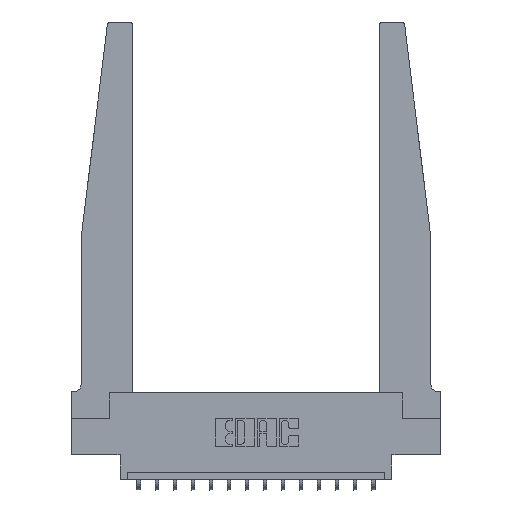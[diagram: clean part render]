
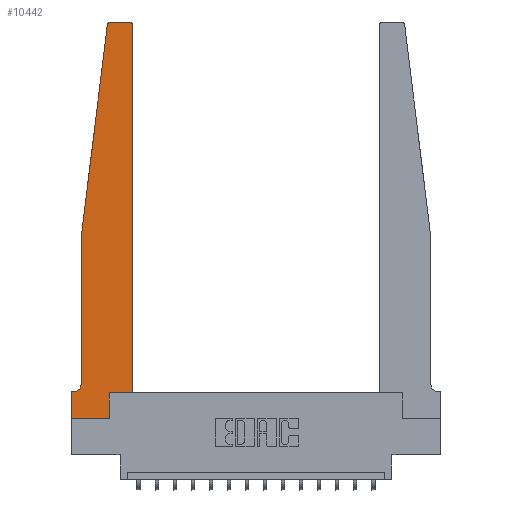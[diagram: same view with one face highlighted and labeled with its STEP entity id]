
A CAD part, top view. The second image highlights one B-rep face of the part: STEP entity #10442.
In plain terms, the highlighted planar face has unit normal (0, 0, 1).
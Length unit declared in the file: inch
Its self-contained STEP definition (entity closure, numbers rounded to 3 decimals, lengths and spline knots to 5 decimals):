
#18 = DIRECTION ( 'NONE',  ( 0., 1., 0. ) ) ;
#249 = AXIS2_PLACEMENT_3D ( 'NONE', #7824, #9234, #1077 ) ;
#272 = AXIS2_PLACEMENT_3D ( 'NONE', #1611, #11092, #3020 ) ;
#797 = ORIENTED_EDGE ( 'NONE', *, *, #17125, .T. ) ;
#1058 = CARTESIAN_POINT ( 'NONE',  ( 0.425, 0.18, 0.37 ) ) ;
#1077 = DIRECTION ( 'NONE',  ( 1., 0., 0. ) ) ;
#1088 = EDGE_CURVE ( 'NONE', #16544, #1272, #12498, .T. ) ;
#1192 = CARTESIAN_POINT ( 'NONE',  ( 0.27653, 2.75, 0.37 ) ) ;
#1227 = ORIENTED_EDGE ( 'NONE', *, *, #6576, .T. ) ;
#1240 = CARTESIAN_POINT ( 'NONE',  ( 0.425, 2.72, 0.37 ) ) ;
#1266 = EDGE_CURVE ( 'NONE', #7505, #14817, #4093, .T. ) ;
#1272 = VERTEX_POINT ( 'NONE', #1192 ) ;
#1611 = CARTESIAN_POINT ( 'NONE',  ( 0.395, 2.72, 0.37 ) ) ;
#1655 = ORIENTED_EDGE ( 'NONE', *, *, #1266, .T. ) ;
#1875 = EDGE_CURVE ( 'NONE', #5698, #7505, #14960, .T. ) ;
#1902 = CARTESIAN_POINT ( 'NONE',  ( 0.015, 0.2375, 0.37 ) ) ;
#2060 = CARTESIAN_POINT ( 'NONE',  ( 0.425, 0.18, 0.37 ) ) ;
#2096 = ORIENTED_EDGE ( 'NONE', *, *, #15291, .T. ) ;
#2130 = VECTOR ( 'NONE', #16909, 39.37008 ) ;
#2464 = DIRECTION ( 'NONE',  ( 1., 0., 0. ) ) ;
#2525 = ORIENTED_EDGE ( 'NONE', *, *, #8142, .T. ) ;
#3020 = DIRECTION ( 'NONE',  ( 1., 0., 0. ) ) ;
#3224 = VECTOR ( 'NONE', #2464, 39.37008 ) ;
#3308 = DIRECTION ( 'NONE',  ( -1., 0., 0. ) ) ;
#4093 = LINE ( 'NONE', #5247, #3224 ) ;
#4155 = CARTESIAN_POINT ( 'NONE',  ( 0.2605, 0.18, 0.37 ) ) ;
#4289 = CIRCLE ( 'NONE', #272, 0.03 ) ;
#4393 = VECTOR ( 'NONE', #14477, 39.37008 ) ;
#4492 = CARTESIAN_POINT ( 'NONE',  ( 0.065, 1.25, 0.37 ) ) ;
#4916 = ORIENTED_EDGE ( 'NONE', *, *, #1875, .T. ) ;
#5071 = AXIS2_PLACEMENT_3D ( 'NONE', #1902, #11376, #3308 ) ;
#5119 = CARTESIAN_POINT ( 'NONE',  ( 0.065, 1.25, 0.37 ) ) ;
#5153 = VERTEX_POINT ( 'NONE', #1240 ) ;
#5235 = CIRCLE ( 'NONE', #5071, 0.05 ) ;
#5247 = CARTESIAN_POINT ( 'NONE',  ( 0.425, 0.18, 0.37 ) ) ;
#5485 = LINE ( 'NONE', #6201, #15697 ) ;
#5655 = DIRECTION ( 'NONE',  ( 0., 0., 1. ) ) ;
#5698 = VERTEX_POINT ( 'NONE', #16118 ) ;
#5759 = ORIENTED_EDGE ( 'NONE', *, *, #15266, .T. ) ;
#6201 = CARTESIAN_POINT ( 'NONE',  ( 0., 0., 0.37 ) ) ;
#6576 = EDGE_CURVE ( 'NONE', #11297, #9518, #7762, .T. ) ;
#6901 = VECTOR ( 'NONE', #17420, 39.37008 ) ;
#7328 = LINE ( 'NONE', #13482, #6901 ) ;
#7505 = VERTEX_POINT ( 'NONE', #4155 ) ;
#7762 = LINE ( 'NONE', #15181, #13212 ) ;
#7821 = CIRCLE ( 'NONE', #14342, 0.03 ) ;
#7824 = CARTESIAN_POINT ( 'NONE',  ( 0., 0.1875, 0.37 ) ) ;
#8142 = EDGE_CURVE ( 'NONE', #16799, #13902, #7328, .T. ) ;
#8396 = LINE ( 'NONE', #5119, #4393 ) ;
#8482 = ORIENTED_EDGE ( 'NONE', *, *, #15264, .T. ) ;
#8890 = DIRECTION ( 'NONE',  ( 0., -1., 0. ) ) ;
#8948 = CARTESIAN_POINT ( 'NONE',  ( 0.24675, 2.72367, 0.37 ) ) ;
#9045 = VECTOR ( 'NONE', #14218, 39.37008 ) ;
#9234 = DIRECTION ( 'NONE',  ( 0., 0., 1. ) ) ;
#9411 = EDGE_LOOP ( 'NONE', ( #10749, #13488, #10778, #1227, #797, #2525, #2096, #5759, #4916, #1655, #8482, #15960 ) ) ;
#9474 = LINE ( 'NONE', #2060, #16107 ) ;
#9518 = VERTEX_POINT ( 'NONE', #11181 ) ;
#9566 = CARTESIAN_POINT ( 'NONE',  ( 0.2605, 0.18, 0.37 ) ) ;
#9853 = VERTEX_POINT ( 'NONE', #14675 ) ;
#10168 = CARTESIAN_POINT ( 'NONE',  ( 0.395, 2.75, 0.37 ) ) ;
#10442 = ADVANCED_FACE ( 'NONE', ( #13785 ), #13153, .T. ) ;
#10749 = ORIENTED_EDGE ( 'NONE', *, *, #1088, .T. ) ;
#10778 = ORIENTED_EDGE ( 'NONE', *, *, #16697, .T. ) ;
#11092 = DIRECTION ( 'NONE',  ( 0., 0., 1. ) ) ;
#11181 = CARTESIAN_POINT ( 'NONE',  ( 0.065, 0.2375, 0.37 ) ) ;
#11297 = VERTEX_POINT ( 'NONE', #4492 ) ;
#11376 = DIRECTION ( 'NONE',  ( 0., 0., -1. ) ) ;
#12265 = VECTOR ( 'NONE', #18, 39.37008 ) ;
#12498 = LINE ( 'NONE', #15565, #2130 ) ;
#12583 = DIRECTION ( 'NONE',  ( 0., -1., 0. ) ) ;
#12873 = CARTESIAN_POINT ( 'NONE',  ( 0., 0., 0.37 ) ) ;
#12992 = EDGE_CURVE ( 'NONE', #5153, #16544, #4289, .T. ) ;
#13153 = PLANE ( 'NONE',  #249 ) ;
#13212 = VECTOR ( 'NONE', #12583, 39.37008 ) ;
#13332 = CARTESIAN_POINT ( 'NONE',  ( 0.015, 0.1875, 0.37 ) ) ;
#13482 = CARTESIAN_POINT ( 'NONE',  ( 0.065, 0.1875, 0.37 ) ) ;
#13488 = ORIENTED_EDGE ( 'NONE', *, *, #14438, .T. ) ;
#13675 = CARTESIAN_POINT ( 'NONE',  ( 0.27653, 2.72, 0.37 ) ) ;
#13785 = FACE_OUTER_BOUND ( 'NONE', #9411, .T. ) ;
#13859 = CARTESIAN_POINT ( 'NONE',  ( 0., 0.1875, 0.37 ) ) ;
#13902 = VERTEX_POINT ( 'NONE', #13859 ) ;
#14218 = DIRECTION ( 'NONE',  ( 1., 0., 0. ) ) ;
#14342 = AXIS2_PLACEMENT_3D ( 'NONE', #13675, #5655, #14987 ) ;
#14438 = EDGE_CURVE ( 'NONE', #1272, #15319, #7821, .T. ) ;
#14477 = DIRECTION ( 'NONE',  ( -0.122, -0.992, 0. ) ) ;
#14675 = CARTESIAN_POINT ( 'NONE',  ( 0., 0., 0.37 ) ) ;
#14817 = VERTEX_POINT ( 'NONE', #1058 ) ;
#14960 = LINE ( 'NONE', #9566, #12265 ) ;
#14987 = DIRECTION ( 'NONE',  ( 1., 0., 0. ) ) ;
#15181 = CARTESIAN_POINT ( 'NONE',  ( 0.065, 1.25, 0.37 ) ) ;
#15264 = EDGE_CURVE ( 'NONE', #14817, #5153, #9474, .T. ) ;
#15266 = EDGE_CURVE ( 'NONE', #9853, #5698, #16553, .T. ) ;
#15291 = EDGE_CURVE ( 'NONE', #13902, #9853, #5485, .T. ) ;
#15319 = VERTEX_POINT ( 'NONE', #8948 ) ;
#15565 = CARTESIAN_POINT ( 'NONE',  ( 0.25, 2.75, 0.37 ) ) ;
#15697 = VECTOR ( 'NONE', #8890, 39.37008 ) ;
#15960 = ORIENTED_EDGE ( 'NONE', *, *, #12992, .T. ) ;
#16107 = VECTOR ( 'NONE', #16810, 39.37008 ) ;
#16118 = CARTESIAN_POINT ( 'NONE',  ( 0.2605, 0., 0.37 ) ) ;
#16544 = VERTEX_POINT ( 'NONE', #10168 ) ;
#16553 = LINE ( 'NONE', #12873, #9045 ) ;
#16697 = EDGE_CURVE ( 'NONE', #15319, #11297, #8396, .T. ) ;
#16799 = VERTEX_POINT ( 'NONE', #13332 ) ;
#16810 = DIRECTION ( 'NONE',  ( 0., 1., 0. ) ) ;
#16909 = DIRECTION ( 'NONE',  ( -1., 0., 0. ) ) ;
#17125 = EDGE_CURVE ( 'NONE', #9518, #16799, #5235, .T. ) ;
#17420 = DIRECTION ( 'NONE',  ( -1., 0., 0. ) ) ;
